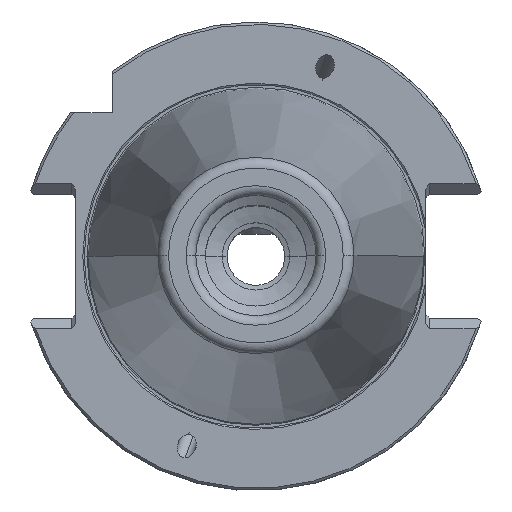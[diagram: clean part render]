
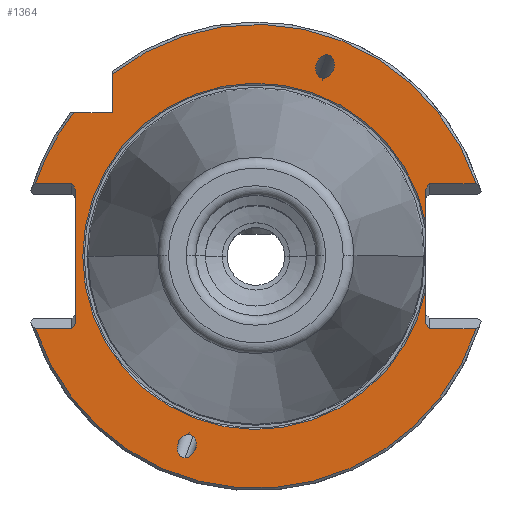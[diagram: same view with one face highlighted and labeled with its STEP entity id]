
A CAD part, top view. The second image highlights one B-rep face of the part: STEP entity #1364.
In plain terms, the highlighted planar face has unit normal (0, 0, 1).
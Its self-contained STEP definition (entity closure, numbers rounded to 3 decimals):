
#1040=VERTEX_POINT('NONE',#2904);
#1058=VERTEX_POINT('NONE',#2924);
#1112=EDGE_CURVE('NONE',#2768,#2256,#2986,.T.);
#1118=VERTEX_POINT('NONE',#2992);
#1174=EDGE_CURVE('NONE',#1590,#1918,#3052,.T.);
#1192=EDGE_CURVE('NONE',#2666,#1452,#3072,.T.);
#1232=VERTEX_POINT('NONE',#3115);
#1236=EDGE_CURVE('NONE',#2142,#2428,#3119,.T.);
#1302=EDGE_CURVE('NONE',#2410,#1476,#3194,.T.);
#1338=EDGE_CURVE('NONE',#1918,#1232,#3232,.T.);
#1364=ADVANCED_FACE('NONE',(#3260,#3261,#3262),#3263,.F.);
#1394=EDGE_CURVE('NONE',#1452,#2666,#3296,.T.);
#1452=VERTEX_POINT('NONE',#3357);
#1468=EDGE_CURVE('NONE',#1118,#2546,#3376,.T.);
#1476=VERTEX_POINT('NONE',#3386);
#1520=VERTEX_POINT('NONE',#3433);
#1544=VERTEX_POINT('NONE',#3459);
#1546=EDGE_CURVE('NONE',#2768,#2546,#3461,.T.);
#1590=VERTEX_POINT('NONE',#3514);
#1666=EDGE_CURVE('NONE',#2256,#1040,#3595,.T.);
#1784=VERTEX_POINT('NONE',#3729);
#1796=EDGE_CURVE('NONE',#1058,#1590,#3742,.T.);
#1824=EDGE_CURVE('NONE',#1476,#1544,#3777,.T.);
#1896=EDGE_CURVE('NONE',#2142,#1784,#3857,.T.);
#1910=VERTEX_POINT('NONE',#3873);
#1918=VERTEX_POINT('NONE',#3882);
#1960=EDGE_CURVE('NONE',#1058,#2428,#3929,.T.);
#2010=EDGE_CURVE('NONE',#1544,#1040,#3984,.T.);
#2108=VERTEX_POINT('NONE',#4093);
#2142=VERTEX_POINT('NONE',#4134);
#2158=EDGE_CURVE('NONE',#1910,#1520,#4151,.T.);
#2202=VERTEX_POINT('NONE',#4199);
#2256=VERTEX_POINT('NONE',#4257);
#2338=EDGE_CURVE('NONE',#1118,#1784,#4349,.T.);
#2342=EDGE_CURVE('NONE',#1520,#1910,#4353,.T.);
#2398=VERTEX_POINT('NONE',#4417);
#2410=VERTEX_POINT('NONE',#4429);
#2428=VERTEX_POINT('NONE',#4447);
#2504=EDGE_CURVE('NONE',#2398,#2202,#4533,.T.);
#2518=EDGE_CURVE('NONE',#2108,#2398,#4547,.T.);
#2546=VERTEX_POINT('NONE',#4576);
#2620=EDGE_CURVE('NONE',#2108,#2410,#4658,.T.);
#2666=VERTEX_POINT('NONE',#4712);
#2760=EDGE_CURVE('NONE',#1232,#2202,#4820,.T.);
#2768=VERTEX_POINT('NONE',#4828);
#2904=CARTESIAN_POINT('',(-29.85,37.876,-1.5));
#2924=CARTESIAN_POINT('',(-45.816,-15.05,-1.5));
#2986=LINE('',#5118,#5119);
#2992=CARTESIAN_POINT('',(-38.25,15.05,-1.5));
#3052=LINE('',#5230,#5231);
#3072=(B_SPLINE_CURVE(3,(#5260,#5261,#5262,#5263),.UNSPECIFIED.,.F.,.F.)B_SPLINE_CURVE_WITH_KNOTS((4,4),(6.011,9.153),.UNSPECIFIED.)RATIONAL_B_SPLINE_CURVE((1.0,0.333,0.333,1.0))BOUNDED_CURVE()REPRESENTATION_ITEM('')GEOMETRIC_REPRESENTATION_ITEM()CURVE());
#3115=CARTESIAN_POINT('',(35.3,-13.989,-1.5));
#3119=LINE('',#5340,#5341);
#3194=LINE('',#5472,#5473);
#3232=LINE('',#5532,#5533);
#3260=FACE_OUTER_BOUND('',#5576,.T.);
#3261=FACE_BOUND('',#5577,.T.);
#3262=FACE_BOUND('',#5578,.T.);
#3263=PLANE('',#5579);
#3296=(B_SPLINE_CURVE(3,(#5636,#5637,#5638,#5639),.UNSPECIFIED.,.F.,.F.)B_SPLINE_CURVE_WITH_KNOTS((4,4),(2.87,6.011),.UNSPECIFIED.)RATIONAL_B_SPLINE_CURVE((1.0,0.333,0.333,1.0))BOUNDED_CURVE()REPRESENTATION_ITEM('')GEOMETRIC_REPRESENTATION_ITEM()CURVE());
#3357=CARTESIAN_POINT('',(-14.027,-37.047,-1.5));
#3376=LINE('',#5803,#5804);
#3386=CARTESIAN_POINT('',(36.05,15.05,-1.5));
#3433=CARTESIAN_POINT('',(14.027,37.047,-1.5));
#3459=CARTESIAN_POINT('',(45.816,15.05,-1.5));
#3461=CIRCLE('',#5979,48.225);
#3514=CARTESIAN_POINT('',(45.816,-15.05,-1.5));
#3595=LINE('',#6180,#6181);
#3729=CARTESIAN_POINT('',(-37.5,13.989,-1.5));
#3742=CIRCLE('',#6392,48.225);
#3777=LINE('',#6435,#6436);
#3857=LINE('',#6564,#6565);
#3873=CARTESIAN_POINT('',(14.702,41.887,-1.5));
#3882=CARTESIAN_POINT('',(36.05,-15.05,-1.5));
#3929=LINE('',#6722,#6723);
#3984=CIRCLE('',#6789,48.225);
#4093=CARTESIAN_POINT('',(35.3,7.065,-1.5));
#4134=CARTESIAN_POINT('',(-37.5,-13.989,-1.5));
#4151=(B_SPLINE_CURVE(3,(#7023,#7024,#7025,#7026),.UNSPECIFIED.,.F.,.F.)B_SPLINE_CURVE_WITH_KNOTS((4,4),(6.011,9.153),.UNSPECIFIED.)RATIONAL_B_SPLINE_CURVE((1.0,0.333,0.333,1.0))BOUNDED_CURVE()REPRESENTATION_ITEM('')GEOMETRIC_REPRESENTATION_ITEM()CURVE());
#4199=CARTESIAN_POINT('',(35.3,-7.065,-1.5));
#4257=CARTESIAN_POINT('',(-29.85,29.85,-1.5));
#4349=LINE('',#7326,#7327);
#4353=(B_SPLINE_CURVE(3,(#7334,#7335,#7336,#7337),.UNSPECIFIED.,.F.,.F.)B_SPLINE_CURVE_WITH_KNOTS((4,4),(2.87,6.011),.UNSPECIFIED.)RATIONAL_B_SPLINE_CURVE((1.0,0.333,0.333,1.0))BOUNDED_CURVE()REPRESENTATION_ITEM('')GEOMETRIC_REPRESENTATION_ITEM()CURVE());
#4417=CARTESIAN_POINT('',(-36.0,0.,-1.5));
#4429=CARTESIAN_POINT('',(35.3,13.989,-1.5));
#4447=CARTESIAN_POINT('',(-38.25,-15.05,-1.5));
#4533=CIRCLE('',#7679,36.0);
#4547=CIRCLE('',#7722,36.0);
#4576=CARTESIAN_POINT('',(-45.816,15.05,-1.5));
#4658=LINE('',#7905,#7906);
#4712=CARTESIAN_POINT('',(-14.702,-41.887,-1.5));
#4820=LINE('',#8194,#8195);
#4828=CARTESIAN_POINT('',(-37.876,29.85,-1.5));
#5118=CARTESIAN_POINT('',(-49.85,29.85,-1.5));
#5119=VECTOR('',#8469,1000.0);
#5230=CARTESIAN_POINT('',(0.,-15.05,-1.5));
#5231=VECTOR('',#8516,1000.0);
#5260=CARTESIAN_POINT('',(-14.702,-41.887,-1.5));
#5261=CARTESIAN_POINT('',(-18.598,-41.887,-1.5));
#5262=CARTESIAN_POINT('',(-17.923,-37.047,-1.5));
#5263=CARTESIAN_POINT('',(-14.027,-37.047,-1.5));
#5340=CARTESIAN_POINT('',(-34.972,-10.415,-1.5));
#5341=VECTOR('',#8581,1000.0);
#5472=CARTESIAN_POINT('',(0.372,-35.407,-1.5));
#5473=VECTOR('',#8655,1000.0);
#5532=CARTESIAN_POINT('',(33.506,-11.452,-1.5));
#5533=VECTOR('',#8689,1000.0);
#5576=EDGE_LOOP('',(#8713,#8714,#8715,#8716,#8717,#8718,#8719,#8720,#8721,#8722,#8723,#8724,#8725,#8726,#8727,#8728,#8729,#8730));
#5577=EDGE_LOOP('',(#8731,#8732));
#5578=EDGE_LOOP('',(#8733,#8734));
#5579=AXIS2_PLACEMENT_3D('',#8735,#8736,#8737);
#5636=CARTESIAN_POINT('',(-14.027,-37.047,-1.5));
#5637=CARTESIAN_POINT('',(-10.132,-37.047,-1.5));
#5638=CARTESIAN_POINT('',(-10.807,-41.887,-1.5));
#5639=CARTESIAN_POINT('',(-14.702,-41.887,-1.5));
#5803=CARTESIAN_POINT('',(0.,15.05,-1.5));
#5804=VECTOR('',#8851,1000.0);
#5979=AXIS2_PLACEMENT_3D('',#8921,#8922,#8923);
#6180=CARTESIAN_POINT('',(-29.85,29.85,-1.5));
#6181=VECTOR('',#9073,1000.0);
#6392=AXIS2_PLACEMENT_3D('',#9263,#9264,#9265);
#6435=CARTESIAN_POINT('',(0.,15.05,-1.5));
#6436=VECTOR('',#9324,1000.0);
#6564=CARTESIAN_POINT('',(-37.5,-35.144,-1.5));
#6565=VECTOR('',#9402,1000.0);
#6722=CARTESIAN_POINT('',(0.,-15.05,-1.5));
#6723=VECTOR('',#9503,1000.0);
#6789=AXIS2_PLACEMENT_3D('',#9554,#9555,#9556);
#7023=CARTESIAN_POINT('',(14.702,41.887,-1.5));
#7024=CARTESIAN_POINT('',(18.598,41.887,-1.5));
#7025=CARTESIAN_POINT('',(17.923,37.047,-1.5));
#7026=CARTESIAN_POINT('',(14.027,37.047,-1.5));
#7326=CARTESIAN_POINT('',(-1.838,-36.444,-1.5));
#7327=VECTOR('',#10019,1000.0);
#7334=CARTESIAN_POINT('',(14.027,37.047,-1.5));
#7335=CARTESIAN_POINT('',(10.132,37.047,-1.5));
#7336=CARTESIAN_POINT('',(10.807,41.887,-1.5));
#7337=CARTESIAN_POINT('',(14.702,41.887,-1.5));
#7679=AXIS2_PLACEMENT_3D('',#10216,#10217,#10218);
#7722=AXIS2_PLACEMENT_3D('',#10219,#10220,#10221);
#7905=CARTESIAN_POINT('',(35.3,-35.144,-1.5));
#7906=VECTOR('',#10359,1000.0);
#8194=CARTESIAN_POINT('',(35.3,-35.144,-1.5));
#8195=VECTOR('',#10570,1000.0);
#8469=DIRECTION('',(1.0,0.,0.));
#8516=DIRECTION('',(-1.0,0.,0.));
#8581=DIRECTION('',(-0.577,-0.816,0.));
#8655=DIRECTION('',(0.577,0.816,0.));
#8689=DIRECTION('',(-0.577,0.816,0.));
#8713=ORIENTED_EDGE('',*,*,#1960,.F.);
#8714=ORIENTED_EDGE('',*,*,#1796,.T.);
#8715=ORIENTED_EDGE('',*,*,#1174,.T.);
#8716=ORIENTED_EDGE('',*,*,#1338,.T.);
#8717=ORIENTED_EDGE('',*,*,#2760,.T.);
#8718=ORIENTED_EDGE('',*,*,#2504,.F.);
#8719=ORIENTED_EDGE('',*,*,#2518,.F.);
#8720=ORIENTED_EDGE('',*,*,#2620,.T.);
#8721=ORIENTED_EDGE('',*,*,#1302,.T.);
#8722=ORIENTED_EDGE('',*,*,#1824,.T.);
#8723=ORIENTED_EDGE('',*,*,#2010,.T.);
#8724=ORIENTED_EDGE('',*,*,#1666,.F.);
#8725=ORIENTED_EDGE('',*,*,#1112,.F.);
#8726=ORIENTED_EDGE('',*,*,#1546,.T.);
#8727=ORIENTED_EDGE('',*,*,#1468,.F.);
#8728=ORIENTED_EDGE('',*,*,#2338,.T.);
#8729=ORIENTED_EDGE('',*,*,#1896,.F.);
#8730=ORIENTED_EDGE('',*,*,#1236,.T.);
#8731=ORIENTED_EDGE('',*,*,#1192,.T.);
#8732=ORIENTED_EDGE('',*,*,#1394,.T.);
#8733=ORIENTED_EDGE('',*,*,#2158,.T.);
#8734=ORIENTED_EDGE('',*,*,#2342,.T.);
#8735=CARTESIAN_POINT('',(0.,-35.144,-1.5));
#8736=DIRECTION('',(0.,0.,-1.0));
#8737=DIRECTION('',(0.,-1.0,0.));
#8851=DIRECTION('',(-1.0,0.,0.));
#8921=CARTESIAN_POINT('',(0.,0.,-1.5));
#8922=DIRECTION('',(0.,0.,1.0));
#8923=DIRECTION('',(1.0,0.,0.));
#9073=DIRECTION('',(0.,1.0,0.));
#9263=CARTESIAN_POINT('',(0.,0.,-1.5));
#9264=DIRECTION('',(0.,0.,1.0));
#9265=DIRECTION('',(1.0,0.,0.));
#9324=DIRECTION('',(1.0,0.,0.));
#9402=DIRECTION('',(0.,1.0,0.));
#9503=DIRECTION('',(1.0,0.,0.));
#9554=CARTESIAN_POINT('',(0.,0.,-1.5));
#9555=DIRECTION('',(0.,0.,1.0));
#9556=DIRECTION('',(1.0,0.,0.));
#10019=DIRECTION('',(0.577,-0.816,0.));
#10216=CARTESIAN_POINT('',(0.,0.,-1.5));
#10217=DIRECTION('',(0.,0.,1.0));
#10218=DIRECTION('',(1.0,0.,0.));
#10219=CARTESIAN_POINT('',(0.,0.,-1.5));
#10220=DIRECTION('',(0.,0.,1.0));
#10221=DIRECTION('',(1.0,0.,0.));
#10359=DIRECTION('',(0.,1.0,0.));
#10570=DIRECTION('',(0.,1.0,0.));
